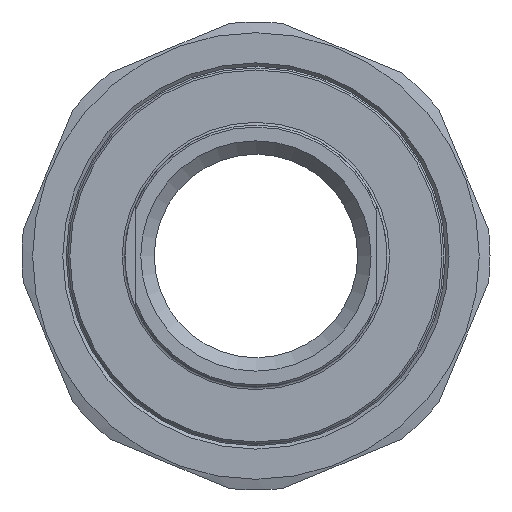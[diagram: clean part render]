
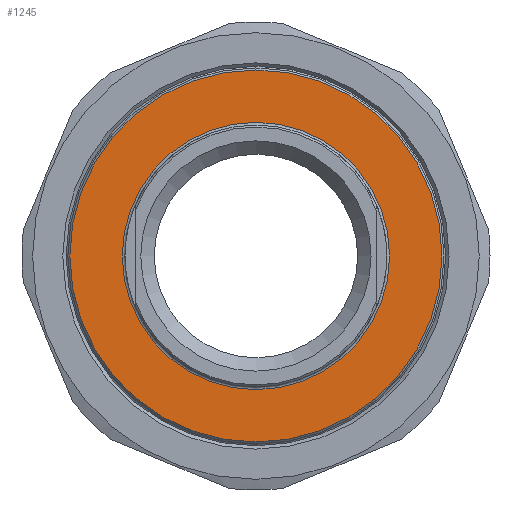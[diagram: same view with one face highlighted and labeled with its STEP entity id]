
A CAD part, left-side view. The second image highlights one B-rep face of the part: STEP entity #1245.
In plain terms, the highlighted planar face has unit normal (-1, 0, 0).
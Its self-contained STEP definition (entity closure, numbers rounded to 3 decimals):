
#57=FACE_BOUND('',#283,.T.);
#129=PLANE('',#1485);
#196=FACE_OUTER_BOUND('',#282,.T.);
#282=EDGE_LOOP('',(#1114));
#283=EDGE_LOOP('',(#1115));
#493=CIRCLE('',#1483,19.9);
#495=CIRCLE('',#1486,27.7);
#613=VERTEX_POINT('',#2312);
#614=VERTEX_POINT('',#2317);
#785=EDGE_CURVE('',#613,#613,#493,.T.);
#787=EDGE_CURVE('',#614,#614,#495,.T.);
#1114=ORIENTED_EDGE('',*,*,#787,.F.);
#1115=ORIENTED_EDGE('',*,*,#785,.F.);
#1245=ADVANCED_FACE('',(#196,#57),#129,.T.);
#1483=AXIS2_PLACEMENT_3D('',#2314,#1873,#1874);
#1485=AXIS2_PLACEMENT_3D('',#2316,#1877,#1878);
#1486=AXIS2_PLACEMENT_3D('',#2318,#1879,#1880);
#1873=DIRECTION('center_axis',(-1.,0.,0.));
#1874=DIRECTION('ref_axis',(0.,-1.,0.));
#1877=DIRECTION('center_axis',(-1.,0.,0.));
#1878=DIRECTION('ref_axis',(0.,0.,1.));
#1879=DIRECTION('center_axis',(1.,0.,0.));
#1880=DIRECTION('ref_axis',(0.,-1.,0.));
#2312=CARTESIAN_POINT('',(-13.5,0.,19.9));
#2314=CARTESIAN_POINT('Origin',(-13.5,0.,0.));
#2316=CARTESIAN_POINT('Origin',(-13.5,28.,0.));
#2317=CARTESIAN_POINT('',(-13.5,27.7,0.));
#2318=CARTESIAN_POINT('Origin',(-13.5,0.,0.));
